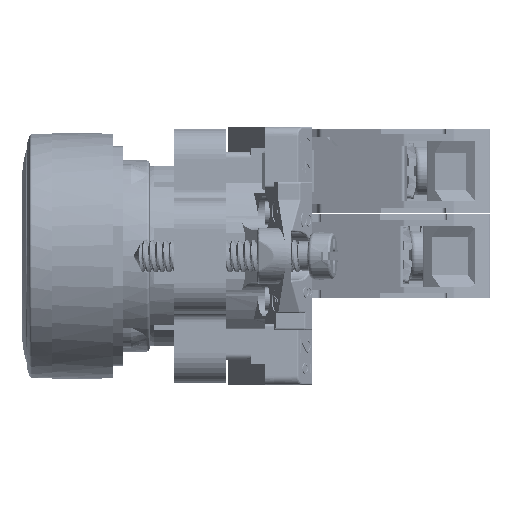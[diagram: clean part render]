
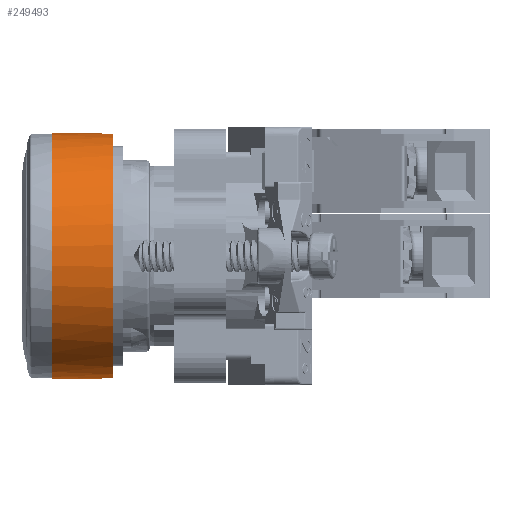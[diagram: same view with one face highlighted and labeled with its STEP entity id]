
A CAD part, left-side view. The second image highlights one B-rep face of the part: STEP entity #249493.
In plain terms, the highlighted cylindrical face has radius 14.25 mm (diameter 28.5 mm), a partial arc.
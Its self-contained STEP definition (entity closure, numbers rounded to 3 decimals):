
#225962=CARTESIAN_POINT('',(0.,25.8,0.));
#225963=DIRECTION('',(0.,1.,0.));
#225964=DIRECTION('',(1.,0.,0.));
#225965=AXIS2_PLACEMENT_3D('',#225962,#225963,#225964);
#225987=DIRECTION('',(0.,1.,0.));
#225988=VECTOR('',#225987,5.8);
#225989=CARTESIAN_POINT('',(-14.25,20.,0.));
#225990=LINE('',#225989,#225988);
#225991=DIRECTION('',(0.,1.,0.));
#225992=VECTOR('',#225991,5.8);
#225993=CARTESIAN_POINT('',(14.25,20.,0.));
#225994=LINE('',#225993,#225992);
#226070=CARTESIAN_POINT('',(14.204,20.,-1.15));
#226071=CARTESIAN_POINT('',(14.201,19.6,
-1.183));
#226072=CARTESIAN_POINT('',(14.198,19.2,
-1.217));
#226073=CARTESIAN_POINT('',(14.195,18.8,-1.25));
#226075=CARTESIAN_POINT('',(0.,20.,0.));
#226076=DIRECTION('',(0.,1.,0.));
#226077=DIRECTION('',(1.,0.,0.));
#226078=AXIS2_PLACEMENT_3D('',#226075,#226076,#226077);
#226080=CARTESIAN_POINT('',(0.,20.,0.));
#226081=DIRECTION('',(0.,1.,0.));
#226082=DIRECTION('',(-0.997,0.,-0.081));
#226083=AXIS2_PLACEMENT_3D('',#226080,#226081,#226082);
#226085=CARTESIAN_POINT('',(-14.195,18.8,-1.25));
#226086=CARTESIAN_POINT('',(-14.198,19.2,
-1.217));
#226087=CARTESIAN_POINT('',(-14.201,19.6,
-1.183));
#226088=CARTESIAN_POINT('',(-14.204,20.,-1.15));
#226090=CARTESIAN_POINT('',(0.,18.8,0.));
#226091=DIRECTION('',(0.,1.,0.));
#226092=DIRECTION('',(0.996,0.,-0.088));
#226093=AXIS2_PLACEMENT_3D('',#226090,#226091,#226092);
#234925=CARTESIAN_POINT('',(14.25,25.8,0.));
#234926=CARTESIAN_POINT('',(-14.25,25.8,0.));
#234927=VERTEX_POINT('',#234925);
#234928=VERTEX_POINT('',#234926);
#234929=CARTESIAN_POINT('',(14.25,20.,0.));
#234930=VERTEX_POINT('',#234929);
#234931=CARTESIAN_POINT('',(-14.25,20.,0.));
#234932=VERTEX_POINT('',#234931);
#235138=CARTESIAN_POINT('',(14.204,20.,-1.15));
#235140=VERTEX_POINT('',#235138);
#235142=VERTEX_POINT('',#226073);
#235152=VERTEX_POINT('',#226085);
#235153=VERTEX_POINT('',#226088);
#249476=CARTESIAN_POINT('',(0.,-1.29,0.));
#249477=DIRECTION('',(0.,1.,0.));
#249478=DIRECTION('',(1.,0.,0.));
#249479=AXIS2_PLACEMENT_3D('',#249476,#249477,#249478);
#249480=CYLINDRICAL_SURFACE('',#249479,14.25);
#249481=ORIENTED_EDGE('',*,*,#249396,.F.);
#249482=ORIENTED_EDGE('',*,*,#249440,.F.);
#249483=ORIENTED_EDGE('',*,*,#249265,.T.);
#249484=ORIENTED_EDGE('',*,*,#249232,.T.);
#249485=ORIENTED_EDGE('',*,*,#249262,.F.);
#249486=ORIENTED_EDGE('',*,*,#249463,.F.);
#249488=ORIENTED_EDGE('',*,*,#249487,.F.);
#249490=ORIENTED_EDGE('',*,*,#249489,.F.);
#249491=EDGE_LOOP('',(#249481,#249482,#249483,#249484,#249485,#249486,#249488,
#249490));
#249492=FACE_OUTER_BOUND('',#249491,.F.);
#225966=CIRCLE('',#225965,14.25);
#226074=B_SPLINE_CURVE_WITH_KNOTS('',3,(#226070,#226071,#226072,#226073),
.UNSPECIFIED.,.F.,.F.,(4,4),(0.,1.),.UNSPECIFIED.);
#226079=CIRCLE('',#226078,14.25);
#226084=CIRCLE('',#226083,14.25);
#226089=B_SPLINE_CURVE_WITH_KNOTS('',3,(#226085,#226086,#226087,#226088),
.UNSPECIFIED.,.F.,.F.,(4,4),(0.,1.),.UNSPECIFIED.);
#226094=CIRCLE('',#226093,14.25);
#249232=EDGE_CURVE('',#234927,#234928,#225966,.T.);
#249262=EDGE_CURVE('',#234932,#234928,#225990,.T.);
#249265=EDGE_CURVE('',#234930,#234927,#225994,.T.);
#249396=EDGE_CURVE('',#235140,#235142,#226074,.T.);
#249440=EDGE_CURVE('',#234930,#235140,#226079,.T.);
#249463=EDGE_CURVE('',#235153,#234932,#226084,.T.);
#249487=EDGE_CURVE('',#235152,#235153,#226089,.T.);
#249489=EDGE_CURVE('',#235142,#235152,#226094,.T.);
#249493=ADVANCED_FACE('',(#249492),#249480,.T.);
